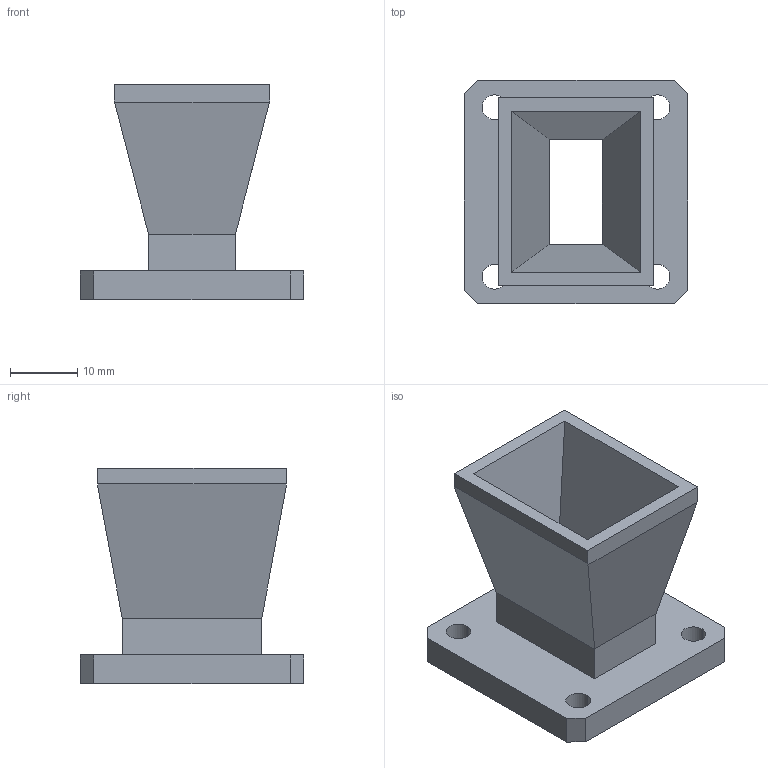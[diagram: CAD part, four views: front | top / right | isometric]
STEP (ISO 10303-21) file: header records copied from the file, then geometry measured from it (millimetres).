
FILE_DESCRIPTION (( 'STEP AP214' ), '1' );
FILE_NAME ('PEWAN062-10.step', '2021-09-15T18:22:23', ( '' ), ( '' ), 'SwSTEP 2.0', 'SolidWorks 2021', '' );
FILE_SCHEMA (( 'AUTOMOTIVE_DESIGN' ));
Length unit declared in the file: millimetre
Products named in the file (1): PEWAN062-10
Bounding box: 33.3 x 33.3 x 32.12 mm (x, y, z)
Volume: 9330.2 mm3; surface area: 6994.9 mm2
Topology: 1 solids, 1 shells, 43 faces, 121 edges, 82 vertices
Faces by surface type: plane 35, cylinder 8
Entity records: 1450 total; most frequent: CARTESIAN_POINT 253, ORIENTED_EDGE 242, DIRECTION 223, EDGE_CURVE 121, VECTOR 103, LINE 103, VERTEX_POINT 82, AXIS2_PLACEMENT_3D 60
